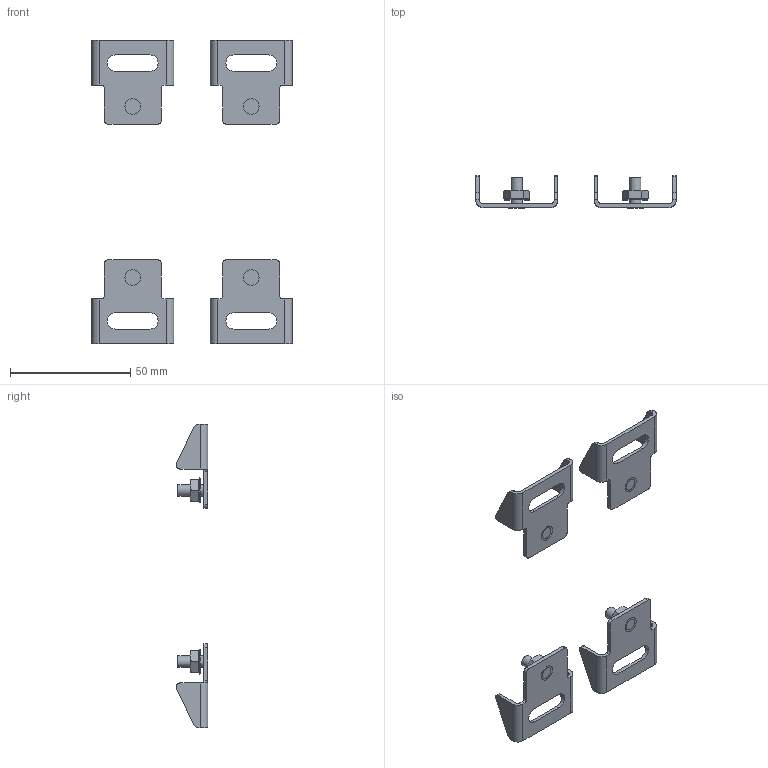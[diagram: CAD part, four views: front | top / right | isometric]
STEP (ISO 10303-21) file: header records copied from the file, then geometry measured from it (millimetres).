
FILE_DESCRIPTION (( 'STEP AP203' ), '1' );
FILE_NAME ('SCE-ELJMFKSS-OS.step', '2021-02-09T22:15:55', ( 'ADC123' ), ( 'Microsoft' ), 'SwSTEP 2.0', 'SolidWorks 2019', '' );
FILE_SCHEMA (( 'CONFIG_CONTROL_DESIGN' ));
Length unit declared in the file: inch
Products named in the file (1): SCE-ELJMFKSS-OS
Bounding box: 83.34 x 13.19 x 126.21 mm (x, y, z)
Volume: 8667.6 mm3; surface area: 12856.4 mm2
Topology: 12 solids, 12 shells, 444 faces, 1224 edges, 816 vertices
Faces by surface type: plane 300, cylinder 72, bspline 56, cone 16
Full cylindrical faces by diameter (mm): 4.775 x4, 4.826 x4, 4.902 x4, 6.502 x4
Entity records: 15965 total; most frequent: CARTESIAN_POINT 5569, ORIENTED_EDGE 2360, DIRECTION 1786, EDGE_CURVE 1180, VERTEX_POINT 804, AXIS2_PLACEMENT_3D 661, EDGE_LOOP 512, LINE 464
